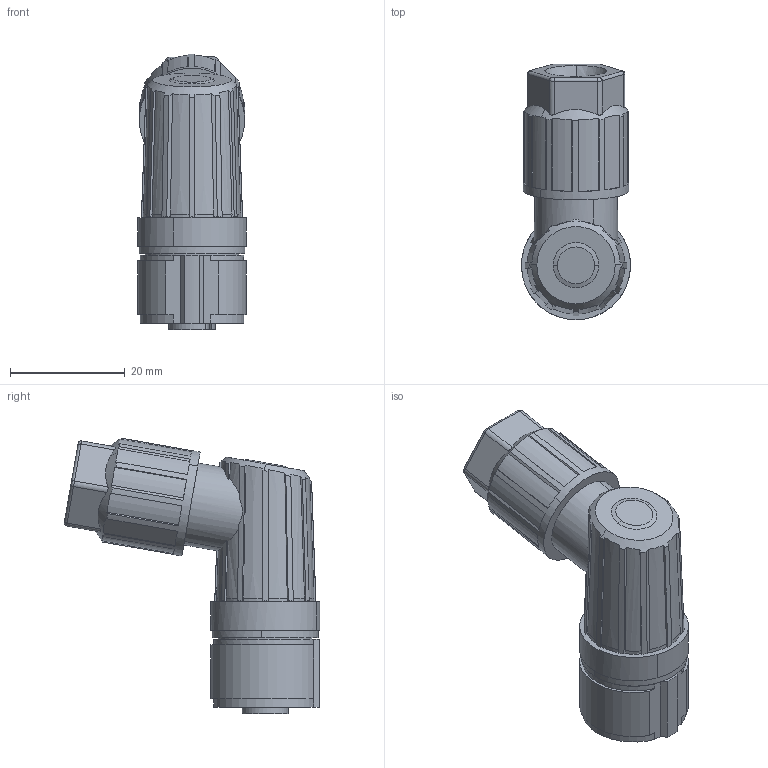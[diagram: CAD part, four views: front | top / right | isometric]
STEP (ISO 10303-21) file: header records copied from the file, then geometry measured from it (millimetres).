
FILE_DESCRIPTION((''),'2;1');
FILE_NAME('CAD-8522_SW0001','2022-09-14T13:47:28',('creinig-se'),(''),'CREO PARAMETRIC BY PTC INC, 2019292','CREO PARAMETRIC BY PTC INC, 2019292','');
FILE_SCHEMA(('CONFIG_CONTROL_DESIGN','SHAPE_APPEARANCE_LAYERS_GROUPS'));
Length unit declared in the file: millimetre
Products named in the file (1): CAD-8522_SW0001
Bounding box: 19 x 44.55 x 48.07 mm (x, y, z)
Volume: 12027.4 mm3; surface area: 8988.9 mm2
Topology: 1 solids, 1 shells, 593 faces, 1705 edges, 1152 vertices
Faces by surface type: plane 327, cylinder 143, cone 85, extrusion 23, torus 11, bspline 4
Entity records: 26201 total; most frequent: CARTESIAN_POINT 5854, ORIENTED_EDGE 3410, DIRECTION 2941, EDGE_CURVE 1705, VERTEX_POINT 1152, AXIS2_PLACEMENT_3D 1028, VECTOR 885, LINE 862
